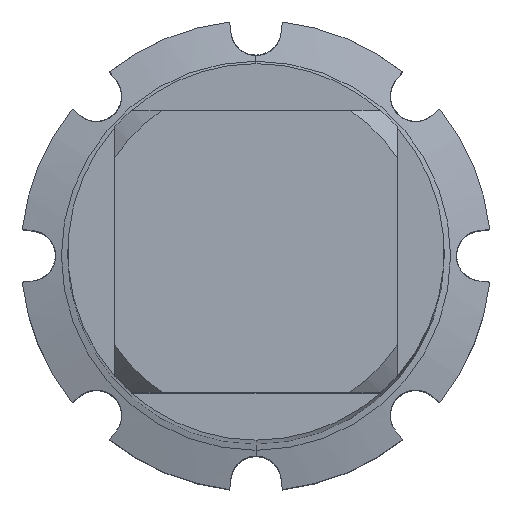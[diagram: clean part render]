
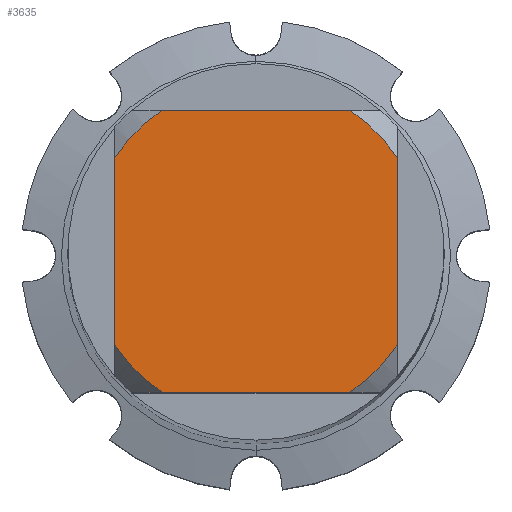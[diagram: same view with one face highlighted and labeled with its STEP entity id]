
A CAD part, top view. The second image highlights one B-rep face of the part: STEP entity #3635.
In plain terms, the highlighted planar face has unit normal (0, 0, 1).
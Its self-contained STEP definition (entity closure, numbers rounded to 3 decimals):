
#3477=VERTEX_POINT('',#10353);
#3635=ADVANCED_FACE('',(#10526),#10527,.T.);
#4213=EDGE_CURVE('',#9415,#8675,#11153,.T.);
#5963=EDGE_CURVE('',#3477,#8675,#13032,.T.);
#6189=VERTEX_POINT('',#13282);
#7159=VERTEX_POINT('',#14351);
#7869=EDGE_CURVE('',#7961,#6189,#15117,.T.);
#7961=VERTEX_POINT('',#15217);
#8079=VERTEX_POINT('',#15339);
#8675=VERTEX_POINT('',#15987);
#8731=EDGE_CURVE('',#3477,#7159,#16046,.T.);
#8857=EDGE_CURVE('',#7961,#10155,#16190,.T.);
#8955=EDGE_CURVE('',#9415,#10155,#16296,.T.);
#9415=VERTEX_POINT('',#16786);
#9863=EDGE_CURVE('',#8079,#7159,#17275,.T.);
#10019=EDGE_CURVE('',#8079,#6189,#17445,.T.);
#10155=VERTEX_POINT('',#17593);
#10353=CARTESIAN_POINT('',(-6.0,3.98,0.0));
#10526=FACE_OUTER_BOUND('',#18140,.T.);
#10527=PLANE('',#18141);
#11153=CIRCLE('',#19337,7.2);
#13032=LINE('',#22777,#22778);
#13282=CARTESIAN_POINT('',(6.0,3.98,0.0));
#14351=CARTESIAN_POINT('',(-3.98,6.0,0.0));
#15117=LINE('',#26390,#26391);
#15217=CARTESIAN_POINT('',(6.0,-3.98,0.0));
#15339=CARTESIAN_POINT('',(3.98,6.0,0.0));
#15987=CARTESIAN_POINT('',(-6.0,-3.98,0.0));
#16046=CIRCLE('',#28041,7.2);
#16190=CIRCLE('',#28271,7.2);
#16296=LINE('',#28448,#28449);
#16786=CARTESIAN_POINT('',(-3.98,-6.0,0.0));
#17275=LINE('',#30369,#30370);
#17445=CIRCLE('',#30675,7.2);
#17593=CARTESIAN_POINT('',(3.98,-6.0,0.0));
#18140=EDGE_LOOP('',(#31467,#31468,#31469,#31470,#31471,#31472,#31473,#31474));
#18141=AXIS2_PLACEMENT_3D('',#31475,#31476,#31477);
#19337=AXIS2_PLACEMENT_3D('',#32257,#32258,#32259);
#22777=CARTESIAN_POINT('',(-6.0,1.8,0.0));
#22778=VECTOR('',#33964,1.0);
#26390=CARTESIAN_POINT('',(6.0,1.8,0.0));
#26391=VECTOR('',#36287,1.0);
#28041=AXIS2_PLACEMENT_3D('',#37293,#37294,#37295);
#28271=AXIS2_PLACEMENT_3D('',#37486,#37487,#37488);
#28448=CARTESIAN_POINT('',(0.0,-6.0,0.0));
#28449=VECTOR('',#37604,1.0);
#30369=CARTESIAN_POINT('',(0.0,6.0,0.0));
#30370=VECTOR('',#38564,1.0);
#30675=AXIS2_PLACEMENT_3D('',#38819,#38820,#38821);
#31467=ORIENTED_EDGE('',*,*,#5963,.T.);
#31468=ORIENTED_EDGE('',*,*,#4213,.F.);
#31469=ORIENTED_EDGE('',*,*,#8955,.T.);
#31470=ORIENTED_EDGE('',*,*,#8857,.F.);
#31471=ORIENTED_EDGE('',*,*,#7869,.T.);
#31472=ORIENTED_EDGE('',*,*,#10019,.F.);
#31473=ORIENTED_EDGE('',*,*,#9863,.T.);
#31474=ORIENTED_EDGE('',*,*,#8731,.F.);
#31475=CARTESIAN_POINT('',(0.0,3.6,0.0));
#31476=DIRECTION('',(-0.0,0.0,1.0));
#31477=DIRECTION('',(0.0,-1.0,0.0));
#32257=CARTESIAN_POINT('',(0.0,0.0,0.0));
#32258=DIRECTION('',(0.0,0.0,-1.0));
#32259=DIRECTION('',(0.0,1.0,0.0));
#33964=DIRECTION('',(-0.0,-1.0,0.0));
#36287=DIRECTION('',(-0.0,1.0,0.0));
#37293=CARTESIAN_POINT('',(0.0,0.0,0.0));
#37294=DIRECTION('',(0.0,0.0,-1.0));
#37295=DIRECTION('',(0.0,1.0,0.0));
#37486=CARTESIAN_POINT('',(0.0,0.0,0.0));
#37487=DIRECTION('',(0.0,0.0,-1.0));
#37488=DIRECTION('',(0.0,1.0,0.0));
#37604=DIRECTION('',(1.0,0.0,0.0));
#38564=DIRECTION('',(-1.0,0.0,0.0));
#38819=CARTESIAN_POINT('',(0.0,0.0,0.0));
#38820=DIRECTION('',(0.0,0.0,-1.0));
#38821=DIRECTION('',(0.0,1.0,0.0));
